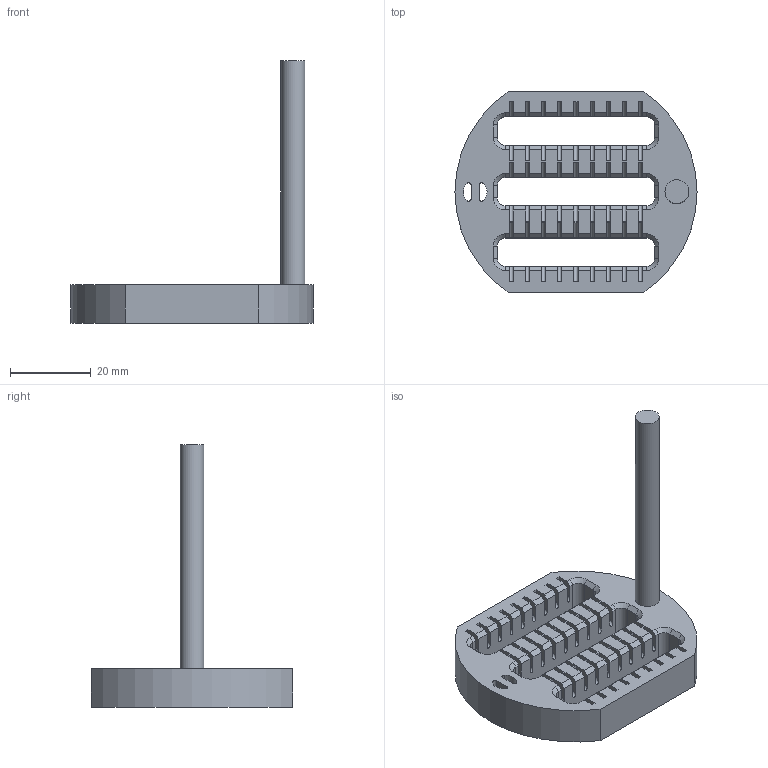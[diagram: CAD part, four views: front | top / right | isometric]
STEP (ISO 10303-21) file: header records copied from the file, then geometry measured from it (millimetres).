
FILE_DESCRIPTION(/* description */ (''),/* implementation_level */ '2;1');
FILE_NAME(/* name */ 'Vertical slide holder.step',/* time_stamp */ '2024-01-20T11:30:52-05:00',/* author */ (''),/* organization */ (''),/* preprocessor_version */ 'ST-DEVELOPER v20',/* originating_system */ 'Autodesk Translation Framework v12.14.0.127',/* authorisation */ '');
FILE_SCHEMA (('AUTOMOTIVE_DESIGN { 1 0 10303 214 3 1 1 }'));
Length unit declared in the file: inch
Products named in the file (3): 250 ml Beaker Teflon Slide Holder; 250mL TOP v6; Post
Assembly tree (2 placements, depth 2):
  250 ml Beaker Teflon Slide Holder
    250mL TOP v6
    Post
Bounding box: 60 x 50 x 65 mm (x, y, z)
Volume: 17531.1 mm3; surface area: 10456.2 mm2
Topology: 2 solids, 2 shells, 336 faces, 972 edges, 640 vertices
Faces by surface type: plane 248, cylinder 76, cone 12
Full cylindrical faces by diameter (mm): 5.9 x2
Entity records: 11059 total; most frequent: CARTESIAN_POINT 1953, ORIENTED_EDGE 1944, DIRECTION 1818, EDGE_CURVE 972, LINE 808, VECTOR 808, VERTEX_POINT 640, AXIS2_PLACEMENT_3D 505
